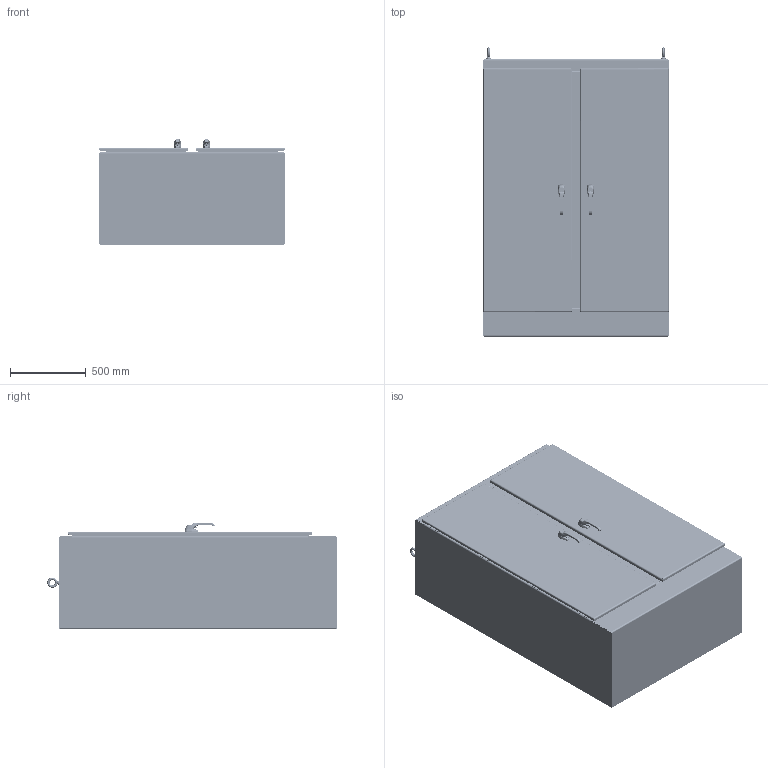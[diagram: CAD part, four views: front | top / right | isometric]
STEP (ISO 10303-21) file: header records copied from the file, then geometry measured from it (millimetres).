
FILE_DESCRIPTION(/* description */ ('WRD, N4X/IP66, FS, 2-DOOR, 3PT, 304 SS, 72x48x24'),/* implementation_level */ '2;1');
FILE_NAME(/* name */ 'WRD724824SSFSDN4.stp',/* time_stamp */ '2018-09-26T10:47:35-05:00',/* author */ ('mraetz'),/* organization */ (''),/* preprocessor_version */ 'ST-DEVELOPER v17',/* originating_system */ 'Autodesk Inventor 2018',/* authorisation */ '');
FILE_SCHEMA (('AUTOMOTIVE_DESIGN { 1 0 10303 214 3 1 1 }'));
Products named in the file (68): WRD724824SSFSDN4; WRD724824SSFSDN4BLR; WRD4824SSFSDN4TOP; WRD4824SSFSDN4BTM; WRD7248SSFSDN4LDR; WRD7248SSFSDN4RDR; WRD7248SSFSDN4FIP; WRD72SSFSDN4MLR; WRD72SSFSDN4RML; WRD24SSFSDN4LEA; 349131; HFW3026; 316298; 38846; HFW328201_WRD_HINGE_ASSM; HFW328201KN; HFW328201HR; HFW372218; HFW390108; HFW328201PIN; HFW328201POMCLIP; SS_CHUTE_BOLT_GUIDE_WITH_PEMS_ASSM_BTM; SS_CHUTE_BOLT_GUIDE_WITH_PEMS_ASSM_TOP; HFW303130; HFW303130-PLATE; HFW314245; HFW31234; 34930; HFW369101; HFW31235; HFW32436_ASSM; 1091-73; 1091-B11_ASM; 1091-74-03; 1091-74-01; 1091-75; DIN3771_16X2_5; 2100-11; 1091-76; D125B_10_5 ...
Assembly tree (131 placements, depth 5):
  WRD724824SSFSDN4
    WRD724824SSFSDN4BLR
    WRD4824SSFSDN4TOP
    WRD4824SSFSDN4BTM
    WRD7248SSFSDN4LDR
    WRD7248SSFSDN4FIP  x2
    WRD7248SSFSDN4RDR
    WRD72SSFSDN4MLR
    WRD72SSFSDN4RML
    WRD24SSFSDN4LEA  x2
    349131  x2
    HFW3026  x2
    316298  x2
    38846  x4
    HFW328201_WRD_HINGE_ASSM  x8
      HFW328201KN
      HFW328201HR
      HFW372218
      HFW390108
      HFW328201PIN
      HFW328201POMCLIP
    HFW328202  x8
    SS_CHUTE_BOLT_GUIDE_WITH_PEMS_ASSM_TOP  x2
      HFW303130
        HFW303130-PLATE
        HFW314245  x2
      HFW31234
      34930
      HFW369101
      HFW31235
    SS_CHUTE_BOLT_GUIDE_WITH_PEMS_ASSM_BTM  x2
      HFW303130
        HFW303130-PLATE
        HFW314245  x2
      HFW31234
      34930
      HFW31235
      HFW369101
    HFW32436_ASSM  x2
      1091-73
      1091-B11_ASM
        1091-74-03
        1091-74-01
      1091-75
      DIN3771_16X2_5
      2100-11
      1091-76
      D125B_10_5
      DIN985_M10
      1000-277-01
      1000-02
      1225-05
      SPACER
    LARGE_DOOR_ROD_ASSM-37029  x2
      HFW31712
        1091-903_AF0
          1091-903_AF0_1
          1091-903_AF0_2
        PLASTIC-ROLLER-CAM_AF0_ASM
          PLASTIC-ROLLER-CAM_AF1
Bounding box: 1222.58 x 1911.28 x 700.99 mm (x, y, z)
Volume: 28646698.4 mm3; surface area: 20819264.5 mm2
Topology: 227 solids, 227 shells, 9194 faces, 23760 edges, 15080 vertices
Faces by surface type: plane 3894, cylinder 3238, cone 704, torus 594, bspline 574, sphere 190
Full cylindrical faces by diameter (mm): 2.5 x2, 3 x2, 3.1 x4, 3.15 x2, 3.452 x8, 3.5 x2, 3.551 x40, 3.9 x2, 3.969 x8, 4.166 x64, 4.2 x4, 4.5 x4, 4.632 x176, 4.762 x8, 4.953 x16, 5 x6, 5.08 x16, 5.099 x8, 5.105 x64, 5.4 x6, 5.69 x8, 6 x6, 6.02 x8, 6.075 x56, 6.128 x4, 6.172 x4, 6.337 x12, 6.35 x236, 6.41 x4, 6.655 x32
Entity records: 130467 total; most frequent: CARTESIAN_POINT 60226, DIRECTION 14344, ORIENTED_EDGE 13916, EDGE_CURVE 6958, AXIS2_PLACEMENT_3D 5450, VERTEX_POINT 4278, LINE 3444, VECTOR 3444
